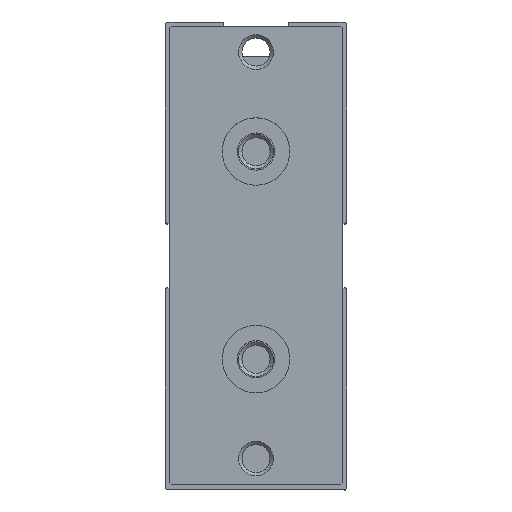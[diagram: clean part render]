
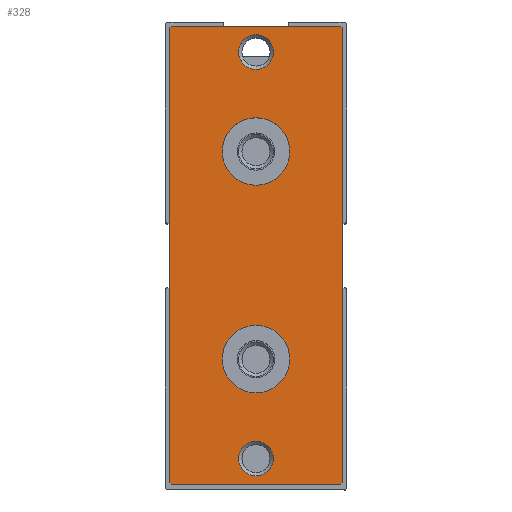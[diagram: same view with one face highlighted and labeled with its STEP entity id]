
A CAD part, top view. The second image highlights one B-rep face of the part: STEP entity #328.
In plain terms, the highlighted planar face has unit normal (0, 0, 1).
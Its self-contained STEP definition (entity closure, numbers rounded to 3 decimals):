
#328 = ADVANCED_FACE( '', ( #751, #752, #753, #754, #755 ), #756, .T. );
#751 = FACE_BOUND( '', #1262, .T. );
#752 = FACE_BOUND( '', #1263, .T. );
#753 = FACE_BOUND( '', #1264, .T. );
#754 = FACE_BOUND( '', #1265, .T. );
#755 = FACE_OUTER_BOUND( '', #1266, .T. );
#756 = PLANE( '', #1267 );
#1262 = EDGE_LOOP( '', ( #2637 ) );
#1263 = EDGE_LOOP( '', ( #2638 ) );
#1264 = EDGE_LOOP( '', ( #2639 ) );
#1265 = EDGE_LOOP( '', ( #2640 ) );
#1266 = EDGE_LOOP( '', ( #2641, #2642, #2643, #2644, #2645, #2646, #2647, #2648 ) );
#1267 = AXIS2_PLACEMENT_3D( '', #2649, #2650, #2651 );
#2637 = ORIENTED_EDGE( '', *, *, #3342, .T. );
#2638 = ORIENTED_EDGE( '', *, *, #3343, .T. );
#2639 = ORIENTED_EDGE( '', *, *, #3344, .T. );
#2640 = ORIENTED_EDGE( '', *, *, #3345, .T. );
#2641 = ORIENTED_EDGE( '', *, *, #3346, .T. );
#2642 = ORIENTED_EDGE( '', *, *, #3347, .T. );
#2643 = ORIENTED_EDGE( '', *, *, #3335, .T. );
#2644 = ORIENTED_EDGE( '', *, *, #3348, .T. );
#2645 = ORIENTED_EDGE( '', *, *, #3315, .T. );
#2646 = ORIENTED_EDGE( '', *, *, #3306, .T. );
#2647 = ORIENTED_EDGE( '', *, *, #3349, .T. );
#2648 = ORIENTED_EDGE( '', *, *, #3310, .T. );
#2649 = CARTESIAN_POINT( '', ( 0., 0., 8. ) );
#2650 = DIRECTION( '', ( 0., 0., 1. ) );
#2651 = DIRECTION( '', ( 1., 0., 0. ) );
#3306 = EDGE_CURVE( '', #4003, #4001, #4004, .T. );
#3310 = EDGE_CURVE( '', #4011, #4009, #4012, .T. );
#3315 = EDGE_CURVE( '', #4020, #4003, #4021, .T. );
#3335 = EDGE_CURVE( '', #4059, #4057, #4060, .T. );
#3342 = EDGE_CURVE( '', #4070, #4070, #4071, .T. );
#3343 = EDGE_CURVE( '', #4072, #4072, #4073, .T. );
#3344 = EDGE_CURVE( '', #4074, #4074, #4075, .T. );
#3345 = EDGE_CURVE( '', #4076, #4076, #4077, .T. );
#3346 = EDGE_CURVE( '', #4009, #4078, #4079, .T. );
#3347 = EDGE_CURVE( '', #4078, #4059, #4080, .T. );
#3348 = EDGE_CURVE( '', #4057, #4020, #4081, .T. );
#3349 = EDGE_CURVE( '', #4001, #4011, #4082, .T. );
#4001 = VERTEX_POINT( '', #5140 );
#4003 = VERTEX_POINT( '', #5143 );
#4004 = LINE( '', #5144, #5145 );
#4009 = VERTEX_POINT( '', #5152 );
#4011 = VERTEX_POINT( '', #5155 );
#4012 = LINE( '', #5156, #5157 );
#4020 = VERTEX_POINT( '', #5167 );
#4021 = LINE( '', #5168, #5169 );
#4057 = VERTEX_POINT( '', #5217 );
#4059 = VERTEX_POINT( '', #5220 );
#4060 = LINE( '', #5221, #5222 );
#4070 = VERTEX_POINT( '', #5238 );
#4071 = CIRCLE( '', #5239, 3.9 );
#4072 = VERTEX_POINT( '', #5240 );
#4073 = CIRCLE( '', #5241, 3.9 );
#4074 = VERTEX_POINT( '', #5242 );
#4075 = CIRCLE( '', #5243, 2. );
#4076 = VERTEX_POINT( '', #5244 );
#4077 = CIRCLE( '', #5245, 2. );
#4078 = VERTEX_POINT( '', #5246 );
#4079 = LINE( '', #5247, #5248 );
#4080 = LINE( '', #5249, #5250 );
#4081 = LINE( '', #5251, #5252 );
#4082 = LINE( '', #5253, #5254 );
#5140 = CARTESIAN_POINT( '', ( 9.8, 26.5, 8. ) );
#5143 = CARTESIAN_POINT( '', ( 10., 26.3, 8. ) );
#5144 = CARTESIAN_POINT( '', ( 10., 26.3, 8. ) );
#5145 = VECTOR( '', #5926, 1000. );
#5152 = CARTESIAN_POINT( '', ( -10., 26.3, 8. ) );
#5155 = CARTESIAN_POINT( '', ( -9.8, 26.5, 8. ) );
#5156 = CARTESIAN_POINT( '', ( -9.8, 26.5, 8. ) );
#5157 = VECTOR( '', #5930, 1000. );
#5167 = CARTESIAN_POINT( '', ( 10., -26.3, 8. ) );
#5168 = CARTESIAN_POINT( '', ( 10., -26.3, 8. ) );
#5169 = VECTOR( '', #5939, 1000. );
#5217 = CARTESIAN_POINT( '', ( 9.8, -26.5, 8. ) );
#5220 = CARTESIAN_POINT( '', ( -9.8, -26.5, 8. ) );
#5221 = CARTESIAN_POINT( '', ( -9.8, -26.5, 8. ) );
#5222 = VECTOR( '', #5971, 1000. );
#5238 = CARTESIAN_POINT( '', ( -3.9, -12., 8. ) );
#5239 = AXIS2_PLACEMENT_3D( '', #5978, #5979, #5980 );
#5240 = CARTESIAN_POINT( '', ( -3.9, 12., 8. ) );
#5241 = AXIS2_PLACEMENT_3D( '', #5981, #5982, #5983 );
#5242 = CARTESIAN_POINT( '', ( -2., -23.5, 8. ) );
#5243 = AXIS2_PLACEMENT_3D( '', #5984, #5985, #5986 );
#5244 = CARTESIAN_POINT( '', ( -2., 23.5, 8. ) );
#5245 = AXIS2_PLACEMENT_3D( '', #5987, #5988, #5989 );
#5246 = CARTESIAN_POINT( '', ( -10., -26.3, 8. ) );
#5247 = CARTESIAN_POINT( '', ( -10., 26.3, 8. ) );
#5248 = VECTOR( '', #5990, 1000. );
#5249 = CARTESIAN_POINT( '', ( -10., -26.3, 8. ) );
#5250 = VECTOR( '', #5991, 1000. );
#5251 = CARTESIAN_POINT( '', ( 9.8, -26.5, 8. ) );
#5252 = VECTOR( '', #5992, 1000. );
#5253 = CARTESIAN_POINT( '', ( 9.8, 26.5, 8. ) );
#5254 = VECTOR( '', #5993, 1000. );
#5926 = DIRECTION( '', ( -0.707, 0.707, 0. ) );
#5930 = DIRECTION( '', ( -0.707, -0.707, 0. ) );
#5939 = DIRECTION( '', ( 0., 1., 0. ) );
#5971 = DIRECTION( '', ( 1., 0., 0. ) );
#5978 = CARTESIAN_POINT( '', ( 0., -12., 8. ) );
#5979 = DIRECTION( '', ( 0., 0., -1. ) );
#5980 = DIRECTION( '', ( -1., 0., 0. ) );
#5981 = CARTESIAN_POINT( '', ( 0., 12., 8. ) );
#5982 = DIRECTION( '', ( 0., 0., -1. ) );
#5983 = DIRECTION( '', ( -1., 0., 0. ) );
#5984 = CARTESIAN_POINT( '', ( 0., -23.5, 8. ) );
#5985 = DIRECTION( '', ( 0., 0., -1. ) );
#5986 = DIRECTION( '', ( -1., 0., 0. ) );
#5987 = CARTESIAN_POINT( '', ( 0., 23.5, 8. ) );
#5988 = DIRECTION( '', ( 0., 0., -1. ) );
#5989 = DIRECTION( '', ( -1., 0., 0. ) );
#5990 = DIRECTION( '', ( 0., -1., 0. ) );
#5991 = DIRECTION( '', ( 0.707, -0.707, 0. ) );
#5992 = DIRECTION( '', ( 0.707, 0.707, 0. ) );
#5993 = DIRECTION( '', ( -1., 0., 0. ) );
